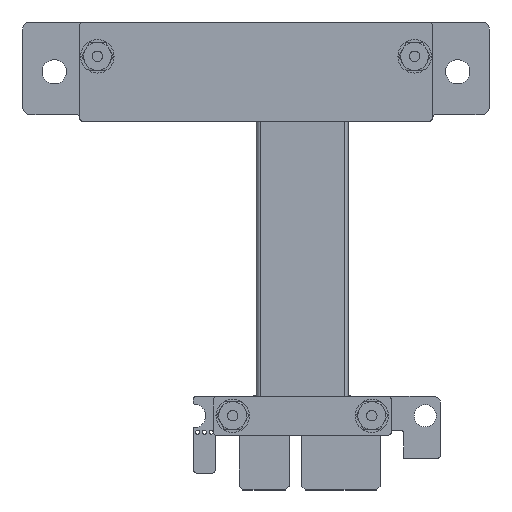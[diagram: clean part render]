
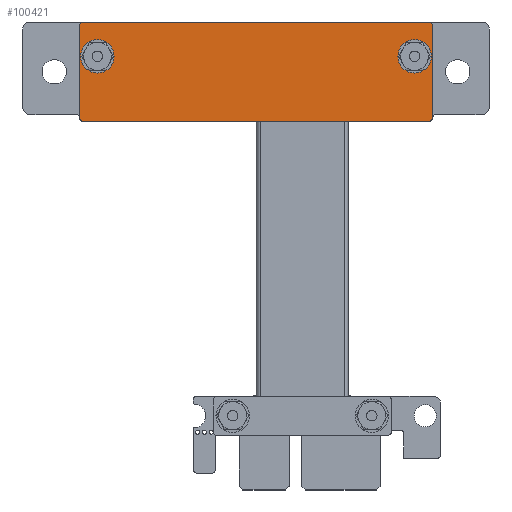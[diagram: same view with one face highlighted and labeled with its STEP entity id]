
A CAD part, top view. The second image highlights one B-rep face of the part: STEP entity #100421.
In plain terms, the highlighted face is planar.
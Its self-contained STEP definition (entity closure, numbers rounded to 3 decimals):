
#97886 = VERTEX_POINT('',#97887);
#97887 = CARTESIAN_POINT('',(0.,0.5,-1.));
#97895 = VERTEX_POINT('',#97896);
#97896 = CARTESIAN_POINT('',(0.,13.73,-1.));
#97902 = EDGE_CURVE('',#97895,#97886,#97903,.T.);
#97903 = LINE('',#97904,#97905);
#97904 = CARTESIAN_POINT('',(0.,14.23,-1.));
#97905 = VECTOR('',#97906,1.);
#97906 = DIRECTION('',(0.,-1.,0.));
#97916 = EDGE_CURVE('',#97917,#97919,#97921,.T.);
#97917 = VERTEX_POINT('',#97918);
#97918 = CARTESIAN_POINT('',(-50.197,14.23,-1.));
#97919 = VERTEX_POINT('',#97920);
#97920 = CARTESIAN_POINT('',(-0.5,14.23,-1.));
#97921 = LINE('',#97922,#97923);
#97922 = CARTESIAN_POINT('',(0.,14.23,-1.));
#97923 = VECTOR('',#97924,1.);
#97924 = DIRECTION('',(1.,0.,0.));
#97947 = EDGE_CURVE('',#97948,#97950,#97952,.T.);
#97948 = VERTEX_POINT('',#97949);
#97949 = CARTESIAN_POINT('',(-50.697,0.5,-1.));
#97950 = VERTEX_POINT('',#97951);
#97951 = CARTESIAN_POINT('',(-50.697,13.73,-1.));
#97952 = LINE('',#97953,#97954);
#97953 = CARTESIAN_POINT('',(-50.697,14.23,-1.));
#97954 = VECTOR('',#97955,1.);
#97955 = DIRECTION('',(0.,1.,0.));
#97995 = VERTEX_POINT('',#97996);
#97996 = CARTESIAN_POINT('',(-0.5,0.,-1.));
#98002 = EDGE_CURVE('',#97995,#98003,#98005,.T.);
#98003 = VERTEX_POINT('',#98004);
#98004 = CARTESIAN_POINT('',(-50.197,0.,-1.));
#98005 = LINE('',#98006,#98007);
#98006 = CARTESIAN_POINT('',(-50.697,0.,-1.));
#98007 = VECTOR('',#98008,1.);
#98008 = DIRECTION('',(-1.,0.,0.));
#100421 = ADVANCED_FACE('',(#100422,#100433,#100444),#100478,.T.);
#100422 = FACE_BOUND('',#100423,.T.);
#100423 = EDGE_LOOP('',(#100424));
#100424 = ORIENTED_EDGE('',*,*,#100425,.F.);
#100425 = EDGE_CURVE('',#100426,#100426,#100428,.T.);
#100426 = VERTEX_POINT('',#100427);
#100427 = CARTESIAN_POINT('',(-50.549,9.325,-1.));
#100428 = CIRCLE('',#100429,2.4);
#100429 = AXIS2_PLACEMENT_3D('',#100430,#100431,#100432);
#100430 = CARTESIAN_POINT('',(-48.149,9.325,-1.));
#100431 = DIRECTION('',(0.,0.,-1.));
#100432 = DIRECTION('',(-1.,0.,0.));
#100433 = FACE_BOUND('',#100434,.T.);
#100434 = EDGE_LOOP('',(#100435));
#100435 = ORIENTED_EDGE('',*,*,#100436,.F.);
#100436 = EDGE_CURVE('',#100437,#100437,#100439,.T.);
#100437 = VERTEX_POINT('',#100438);
#100438 = CARTESIAN_POINT('',(-4.948,9.325,-1.));
#100439 = CIRCLE('',#100440,2.4);
#100440 = AXIS2_PLACEMENT_3D('',#100441,#100442,#100443);
#100441 = CARTESIAN_POINT('',(-2.548,9.325,-1.));
#100442 = DIRECTION('',(0.,0.,-1.));
#100443 = DIRECTION('',(-1.,0.,0.));
#100444 = FACE_BOUND('',#100445,.T.);
#100445 = EDGE_LOOP('',(#100446,#100447,#100454,#100455,#100462,#100463,
    #100470,#100471));
#100446 = ORIENTED_EDGE('',*,*,#98002,.T.);
#100447 = ORIENTED_EDGE('',*,*,#100448,.T.);
#100448 = EDGE_CURVE('',#98003,#97948,#100449,.T.);
#100449 = CIRCLE('',#100450,0.5);
#100450 = AXIS2_PLACEMENT_3D('',#100451,#100452,#100453);
#100451 = CARTESIAN_POINT('',(-50.197,0.5,-1.));
#100452 = DIRECTION('',(0.,0.,-1.));
#100453 = DIRECTION('',(-1.,0.,0.));
#100454 = ORIENTED_EDGE('',*,*,#97947,.T.);
#100455 = ORIENTED_EDGE('',*,*,#100456,.T.);
#100456 = EDGE_CURVE('',#97950,#97917,#100457,.T.);
#100457 = CIRCLE('',#100458,0.5);
#100458 = AXIS2_PLACEMENT_3D('',#100459,#100460,#100461);
#100459 = CARTESIAN_POINT('',(-50.197,13.73,-1.));
#100460 = DIRECTION('',(0.,0.,-1.));
#100461 = DIRECTION('',(-1.,0.,0.));
#100462 = ORIENTED_EDGE('',*,*,#97916,.T.);
#100463 = ORIENTED_EDGE('',*,*,#100464,.T.);
#100464 = EDGE_CURVE('',#97919,#97895,#100465,.T.);
#100465 = CIRCLE('',#100466,0.5);
#100466 = AXIS2_PLACEMENT_3D('',#100467,#100468,#100469);
#100467 = CARTESIAN_POINT('',(-0.5,13.73,-1.));
#100468 = DIRECTION('',(0.,0.,-1.));
#100469 = DIRECTION('',(-1.,0.,0.));
#100470 = ORIENTED_EDGE('',*,*,#97902,.T.);
#100471 = ORIENTED_EDGE('',*,*,#100472,.T.);
#100472 = EDGE_CURVE('',#97886,#97995,#100473,.T.);
#100473 = CIRCLE('',#100474,0.5);
#100474 = AXIS2_PLACEMENT_3D('',#100475,#100476,#100477);
#100475 = CARTESIAN_POINT('',(-0.5,0.5,-1.));
#100476 = DIRECTION('',(0.,0.,-1.));
#100477 = DIRECTION('',(-1.,0.,0.));
#100478 = PLANE('',#100479);
#100479 = AXIS2_PLACEMENT_3D('',#100480,#100481,#100482);
#100480 = CARTESIAN_POINT('',(0.,0.,-1.));
#100481 = DIRECTION('',(0.,0.,-1.));
#100482 = DIRECTION('',(-1.,0.,0.));
